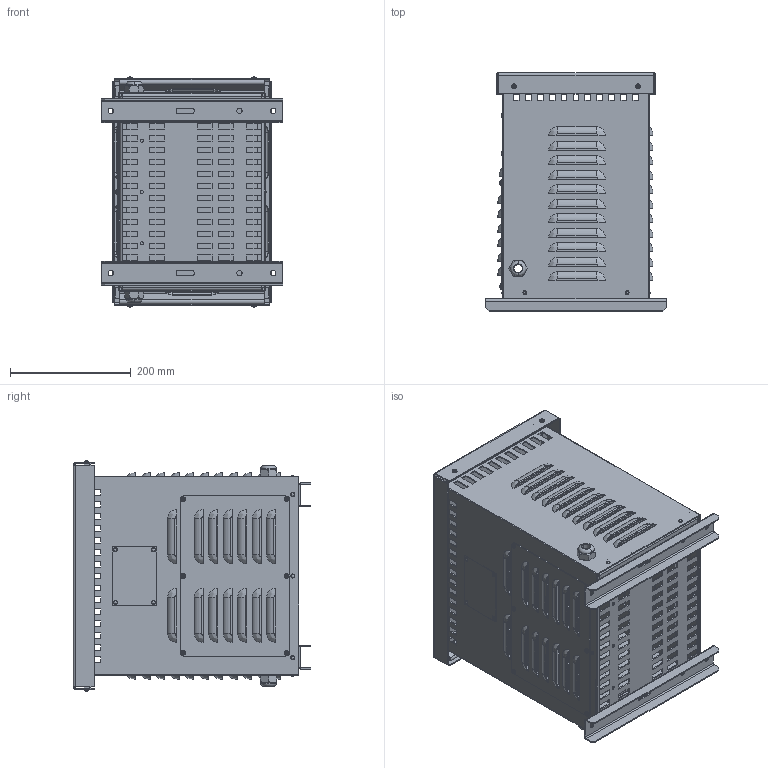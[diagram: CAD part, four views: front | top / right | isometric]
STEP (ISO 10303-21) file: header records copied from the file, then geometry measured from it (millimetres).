
FILE_DESCRIPTION(/* description */ (''),/* implementation_level */ '2;1');
FILE_NAME(/* name */ 'XRB04275553.stp',/* time_stamp */ '2023-03-24T14:29:31+01:00',/* author */ ('velazquez'),/* organization */ (''),/* preprocessor_version */ 'ST-DEVELOPER v19.2',/* originating_system */ 'Autodesk Inventor 2023',/* authorisation */ '');
FILE_SCHEMA (('AUTOMOTIVE_DESIGN { 1 0 10303 214 3 1 1 }'));
Length unit declared in the file: millimetre
Products named in the file (10): XRB04275553; BASE CAJA 10 KVA; PATA CAJA 10 KVA; CUERPO CAJA 10 KVA; TAPA FRONTAL CAJA 10 KVA; TAPA SUPERIOR CAJA 10 KVA; PLACA CARACTERISTICAS; ISO 7045 - M4 x 5 - 4.8 - H; IFI 521 - 42, TPHSSPMBR; 1411144
Assembly tree (33 placements, depth 2):
  XRB04275553
    BASE CAJA 10 KVA
    PATA CAJA 10 KVA  x2
    CUERPO CAJA 10 KVA
    TAPA FRONTAL CAJA 10 KVA
    TAPA SUPERIOR CAJA 10 KVA
    ISO 7045 - M4 x 5 - 4.8 - H  x10
    PLACA CARACTERISTICAS
    IFI 521 - 42, TPHSSPMBR  x14
    1411144  x2
Bounding box: 300 x 394.02 x 381.12 mm (x, y, z)
Volume: 1720464.7 mm3; surface area: 1516947.1 mm2
Topology: 33 solids, 33 shells, 1975 faces, 5292 edges, 3314 vertices
Faces by surface type: plane 1082, cylinder 421, bspline 246, cone 124, torus 78, sphere 24
Full cylindrical faces by diameter (mm): 2.3 x10, 3.2 x14, 3.4 x4, 3.621 x10, 3.7 x10, 4 x14, 4.3 x20, 5 x3, 8.8 x8, 24 x2
Entity records: 50480 total; most frequent: CARTESIAN_POINT 10473, ORIENTED_EDGE 8264, DIRECTION 8032, EDGE_CURVE 4132, LINE 2858, VECTOR 2858, VERTEX_POINT 2626, AXIS2_PLACEMENT_3D 2587
